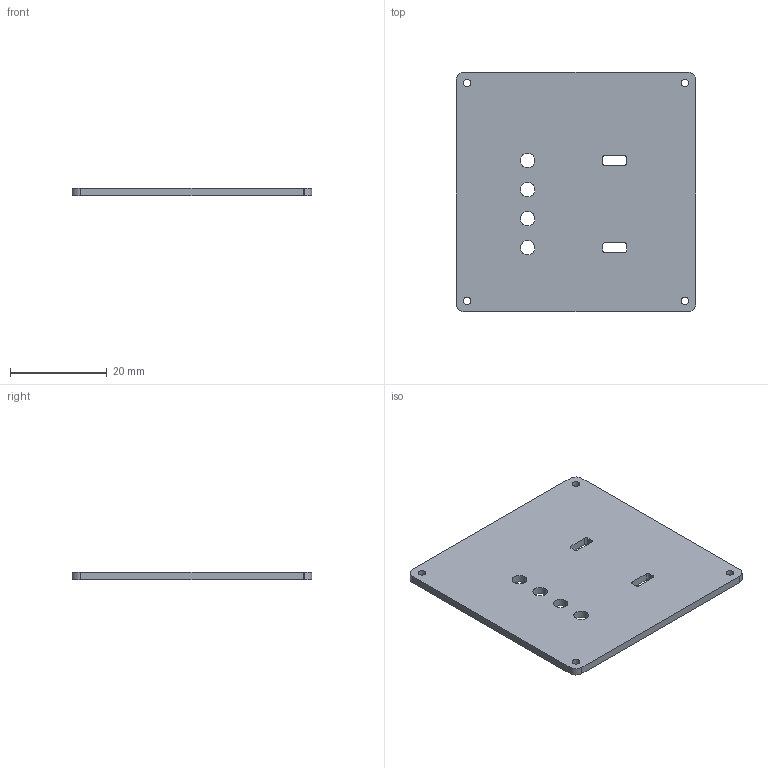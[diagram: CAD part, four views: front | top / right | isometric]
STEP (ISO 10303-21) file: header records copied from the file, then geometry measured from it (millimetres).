
FILE_DESCRIPTION(('KiCad electronic assembly'),'2;1');
FILE_NAME('n2k-frontpanel-1.2.step','2025-02-22T13:23:28',('Pcbnew'),( 'Kicad'),'Open CASCADE STEP processor 7.8','KiCad to STEP converter' ,'Unknown');
FILE_SCHEMA(('AUTOMOTIVE_DESIGN { 1 0 10303 214 1 1 1 1 }'));
Length unit declared in the file: millimetre
Products named in the file (2): n2k-frontpanel-1.2 1; n2k-frontpanel-1.2_PCB
Assembly tree (1 placements, depth 2):
  n2k-frontpanel-1.2 1
    n2k-frontpanel-1.2_PCB
Bounding box: 49.5 x 49.5 x 1.6 mm (x, y, z)
Volume: 3826.8 mm3; surface area: 5230.1 mm2
Topology: 1 solids, 1 shells, 45 faces, 129 edges, 86 vertices
Faces by surface type: plane 25, cylinder 20
Full cylindrical faces by diameter (mm): 1.6 x4, 3 x4
Entity records: 1560 total; most frequent: DIRECTION 263, CARTESIAN_POINT 262, ORIENTED_EDGE 258, EDGE_CURVE 129, LINE 89, VECTOR 89, AXIS2_PLACEMENT_3D 87, VERTEX_POINT 86
